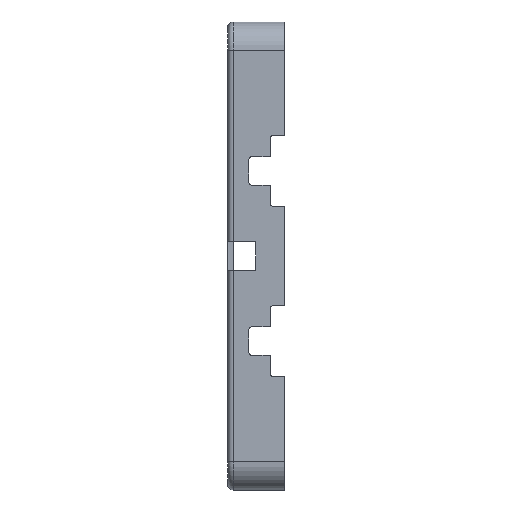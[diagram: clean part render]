
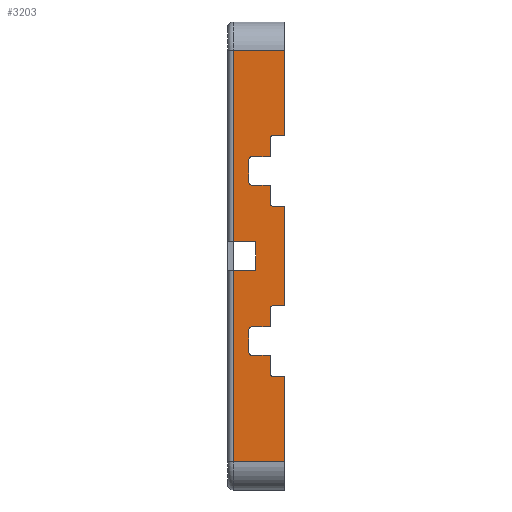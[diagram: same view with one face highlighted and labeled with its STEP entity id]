
A CAD part, left-side view. The second image highlights one B-rep face of the part: STEP entity #3203.
In plain terms, the highlighted planar face has unit normal (-1, 0, 0).
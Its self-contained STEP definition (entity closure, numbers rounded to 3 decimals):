
#25=PLANE('',#3393);
#143=FACE_OUTER_BOUND('',#309,.T.);
#309=EDGE_LOOP('',(#2222,#2223,#2224,#2225,#2226,#2227,#2228,#2229,#2230,
#2231,#2232,#2233,#2234,#2235,#2236,#2237,#2238,#2239,#2240,#2241,#2242,
#2243,#2244,#2245,#2246,#2247,#2248,#2249,#2250,#2251,#2252,#2253));
#476=LINE('',#4606,#852);
#478=LINE('',#4612,#854);
#504=LINE('',#4684,#880);
#508=LINE('',#4702,#884);
#510=LINE('',#4708,#886);
#511=LINE('',#4710,#887);
#512=LINE('',#4714,#888);
#513=LINE('',#4716,#889);
#514=LINE('',#4720,#890);
#515=LINE('',#4724,#891);
#516=LINE('',#4726,#892);
#517=LINE('',#4730,#893);
#518=LINE('',#4732,#894);
#519=LINE('',#4734,#895);
#520=LINE('',#4738,#896);
#521=LINE('',#4740,#897);
#522=LINE('',#4744,#898);
#523=LINE('',#4748,#899);
#524=LINE('',#4750,#900);
#525=LINE('',#4754,#901);
#526=LINE('',#4755,#902);
#527=LINE('',#4757,#903);
#528=LINE('',#4759,#904);
#529=LINE('',#4760,#905);
#852=VECTOR('',#3666,10.);
#854=VECTOR('',#3672,10.);
#880=VECTOR('',#3722,10.);
#884=VECTOR('',#3742,10.);
#886=VECTOR('',#3748,10.);
#887=VECTOR('',#3749,10.);
#888=VECTOR('',#3752,10.);
#889=VECTOR('',#3753,10.);
#890=VECTOR('',#3756,10.);
#891=VECTOR('',#3759,10.);
#892=VECTOR('',#3760,10.);
#893=VECTOR('',#3763,10.);
#894=VECTOR('',#3764,10.);
#895=VECTOR('',#3765,10.);
#896=VECTOR('',#3768,10.);
#897=VECTOR('',#3769,10.);
#898=VECTOR('',#3772,10.);
#899=VECTOR('',#3775,10.);
#900=VECTOR('',#3776,10.);
#901=VECTOR('',#3779,10.);
#902=VECTOR('',#3780,10.);
#903=VECTOR('',#3781,10.);
#904=VECTOR('',#3782,10.);
#905=VECTOR('',#3783,10.);
#1247=CIRCLE('',#3394,0.1);
#1248=CIRCLE('',#3395,0.1);
#1249=CIRCLE('',#3396,0.1);
#1250=CIRCLE('',#3397,0.1);
#1251=CIRCLE('',#3398,0.1);
#1252=CIRCLE('',#3399,0.1);
#1253=CIRCLE('',#3400,0.1);
#1254=CIRCLE('',#3401,0.1);
#1345=VERTEX_POINT('',#4596);
#1347=VERTEX_POINT('',#4602);
#1350=VERTEX_POINT('',#4610);
#1383=VERTEX_POINT('',#4681);
#1384=VERTEX_POINT('',#4683);
#1390=VERTEX_POINT('',#4701);
#1392=VERTEX_POINT('',#4707);
#1393=VERTEX_POINT('',#4709);
#1394=VERTEX_POINT('',#4711);
#1395=VERTEX_POINT('',#4713);
#1396=VERTEX_POINT('',#4715);
#1397=VERTEX_POINT('',#4717);
#1398=VERTEX_POINT('',#4719);
#1399=VERTEX_POINT('',#4721);
#1400=VERTEX_POINT('',#4723);
#1401=VERTEX_POINT('',#4725);
#1402=VERTEX_POINT('',#4727);
#1403=VERTEX_POINT('',#4729);
#1404=VERTEX_POINT('',#4731);
#1405=VERTEX_POINT('',#4733);
#1406=VERTEX_POINT('',#4735);
#1407=VERTEX_POINT('',#4737);
#1408=VERTEX_POINT('',#4739);
#1409=VERTEX_POINT('',#4741);
#1410=VERTEX_POINT('',#4743);
#1411=VERTEX_POINT('',#4745);
#1412=VERTEX_POINT('',#4747);
#1413=VERTEX_POINT('',#4749);
#1414=VERTEX_POINT('',#4751);
#1415=VERTEX_POINT('',#4753);
#1416=VERTEX_POINT('',#4756);
#1417=VERTEX_POINT('',#4758);
#1670=EDGE_CURVE('',#1345,#1347,#476,.T.);
#1673=EDGE_CURVE('',#1350,#1345,#478,.T.);
#1708=EDGE_CURVE('',#1383,#1384,#504,.T.);
#1717=EDGE_CURVE('',#1384,#1390,#508,.T.);
#1720=EDGE_CURVE('',#1392,#1350,#510,.T.);
#1721=EDGE_CURVE('',#1392,#1393,#511,.T.);
#1722=EDGE_CURVE('',#1393,#1394,#1247,.T.);
#1723=EDGE_CURVE('',#1394,#1395,#512,.T.);
#1724=EDGE_CURVE('',#1395,#1396,#513,.T.);
#1725=EDGE_CURVE('',#1396,#1397,#1248,.T.);
#1726=EDGE_CURVE('',#1397,#1398,#514,.T.);
#1727=EDGE_CURVE('',#1398,#1399,#1249,.T.);
#1728=EDGE_CURVE('',#1399,#1400,#515,.T.);
#1729=EDGE_CURVE('',#1400,#1401,#516,.T.);
#1730=EDGE_CURVE('',#1401,#1402,#1250,.T.);
#1731=EDGE_CURVE('',#1402,#1403,#517,.T.);
#1732=EDGE_CURVE('',#1404,#1403,#518,.T.);
#1733=EDGE_CURVE('',#1404,#1405,#519,.T.);
#1734=EDGE_CURVE('',#1405,#1406,#1251,.T.);
#1735=EDGE_CURVE('',#1406,#1407,#520,.T.);
#1736=EDGE_CURVE('',#1407,#1408,#521,.T.);
#1737=EDGE_CURVE('',#1408,#1409,#1252,.T.);
#1738=EDGE_CURVE('',#1409,#1410,#522,.T.);
#1739=EDGE_CURVE('',#1410,#1411,#1253,.T.);
#1740=EDGE_CURVE('',#1411,#1412,#523,.T.);
#1741=EDGE_CURVE('',#1412,#1413,#524,.T.);
#1742=EDGE_CURVE('',#1413,#1414,#1254,.T.);
#1743=EDGE_CURVE('',#1414,#1415,#525,.T.);
#1744=EDGE_CURVE('',#1390,#1415,#526,.T.);
#1745=EDGE_CURVE('',#1383,#1416,#527,.T.);
#1746=EDGE_CURVE('',#1416,#1417,#528,.T.);
#1747=EDGE_CURVE('',#1417,#1347,#529,.T.);
#2222=ORIENTED_EDGE('',*,*,#1670,.F.);
#2223=ORIENTED_EDGE('',*,*,#1673,.F.);
#2224=ORIENTED_EDGE('',*,*,#1720,.F.);
#2225=ORIENTED_EDGE('',*,*,#1721,.T.);
#2226=ORIENTED_EDGE('',*,*,#1722,.T.);
#2227=ORIENTED_EDGE('',*,*,#1723,.T.);
#2228=ORIENTED_EDGE('',*,*,#1724,.T.);
#2229=ORIENTED_EDGE('',*,*,#1725,.T.);
#2230=ORIENTED_EDGE('',*,*,#1726,.T.);
#2231=ORIENTED_EDGE('',*,*,#1727,.T.);
#2232=ORIENTED_EDGE('',*,*,#1728,.T.);
#2233=ORIENTED_EDGE('',*,*,#1729,.T.);
#2234=ORIENTED_EDGE('',*,*,#1730,.T.);
#2235=ORIENTED_EDGE('',*,*,#1731,.T.);
#2236=ORIENTED_EDGE('',*,*,#1732,.F.);
#2237=ORIENTED_EDGE('',*,*,#1733,.T.);
#2238=ORIENTED_EDGE('',*,*,#1734,.T.);
#2239=ORIENTED_EDGE('',*,*,#1735,.T.);
#2240=ORIENTED_EDGE('',*,*,#1736,.T.);
#2241=ORIENTED_EDGE('',*,*,#1737,.T.);
#2242=ORIENTED_EDGE('',*,*,#1738,.T.);
#2243=ORIENTED_EDGE('',*,*,#1739,.T.);
#2244=ORIENTED_EDGE('',*,*,#1740,.T.);
#2245=ORIENTED_EDGE('',*,*,#1741,.T.);
#2246=ORIENTED_EDGE('',*,*,#1742,.T.);
#2247=ORIENTED_EDGE('',*,*,#1743,.T.);
#2248=ORIENTED_EDGE('',*,*,#1744,.F.);
#2249=ORIENTED_EDGE('',*,*,#1717,.F.);
#2250=ORIENTED_EDGE('',*,*,#1708,.F.);
#2251=ORIENTED_EDGE('',*,*,#1745,.T.);
#2252=ORIENTED_EDGE('',*,*,#1746,.T.);
#2253=ORIENTED_EDGE('',*,*,#1747,.T.);
#3203=ADVANCED_FACE('',(#143),#25,.F.);
#3393=AXIS2_PLACEMENT_3D('',#4706,#3746,#3747);
#3394=AXIS2_PLACEMENT_3D('',#4712,#3750,#3751);
#3395=AXIS2_PLACEMENT_3D('',#4718,#3754,#3755);
#3396=AXIS2_PLACEMENT_3D('',#4722,#3757,#3758);
#3397=AXIS2_PLACEMENT_3D('',#4728,#3761,#3762);
#3398=AXIS2_PLACEMENT_3D('',#4736,#3766,#3767);
#3399=AXIS2_PLACEMENT_3D('',#4742,#3770,#3771);
#3400=AXIS2_PLACEMENT_3D('',#4746,#3773,#3774);
#3401=AXIS2_PLACEMENT_3D('',#4752,#3777,#3778);
#3666=DIRECTION('',(0.,0.,1.));
#3672=DIRECTION('',(0.,1.,0.));
#3722=DIRECTION('',(0.,0.,1.));
#3742=DIRECTION('',(0.,-1.,0.));
#3746=DIRECTION('center_axis',(1.,0.,0.));
#3747=DIRECTION('ref_axis',(0.,-1.,0.));
#3748=DIRECTION('',(0.,0.,-1.));
#3749=DIRECTION('',(0.,1.,0.));
#3750=DIRECTION('center_axis',(1.,0.,0.));
#3751=DIRECTION('ref_axis',(0.,1.,0.));
#3752=DIRECTION('',(0.,0.,1.));
#3753=DIRECTION('',(0.,1.,0.));
#3754=DIRECTION('center_axis',(1.,0.,0.));
#3755=DIRECTION('ref_axis',(0.,1.,0.));
#3756=DIRECTION('',(0.,0.,1.));
#3757=DIRECTION('center_axis',(1.,0.,0.));
#3758=DIRECTION('ref_axis',(0.,0.,1.));
#3759=DIRECTION('',(0.,-1.,0.));
#3760=DIRECTION('',(0.,0.,1.));
#3761=DIRECTION('center_axis',(1.,0.,0.));
#3762=DIRECTION('ref_axis',(0.,0.,1.));
#3763=DIRECTION('',(0.,-1.,0.));
#3764=DIRECTION('',(0.,0.,-1.));
#3765=DIRECTION('',(0.,1.,0.));
#3766=DIRECTION('center_axis',(1.,0.,0.));
#3767=DIRECTION('ref_axis',(0.,1.,0.));
#3768=DIRECTION('',(0.,0.,1.));
#3769=DIRECTION('',(0.,1.,0.));
#3770=DIRECTION('center_axis',(1.,0.,0.));
#3771=DIRECTION('ref_axis',(0.,1.,0.));
#3772=DIRECTION('',(0.,0.,1.));
#3773=DIRECTION('center_axis',(1.,0.,0.));
#3774=DIRECTION('ref_axis',(0.,0.,1.));
#3775=DIRECTION('',(0.,-1.,0.));
#3776=DIRECTION('',(0.,0.,1.));
#3777=DIRECTION('center_axis',(1.,0.,0.));
#3778=DIRECTION('ref_axis',(0.,0.,1.));
#3779=DIRECTION('',(0.,-1.,0.));
#3780=DIRECTION('',(0.,0.,-1.));
#3781=DIRECTION('',(0.,-1.,0.));
#3782=DIRECTION('',(0.,0.,-1.));
#3783=DIRECTION('',(0.,1.,0.));
#4596=CARTESIAN_POINT('',(-8.25,1.8,-7.25));
#4602=CARTESIAN_POINT('',(-8.25,1.8,-0.5));
#4606=CARTESIAN_POINT('',(-8.25,1.8,0.));
#4610=CARTESIAN_POINT('',(-8.25,0.,-7.25));
#4612=CARTESIAN_POINT('',(-8.25,1.,-7.25));
#4681=CARTESIAN_POINT('',(-8.25,1.8,0.5));
#4683=CARTESIAN_POINT('',(-8.25,1.8,7.25));
#4684=CARTESIAN_POINT('',(-8.25,1.8,0.));
#4701=CARTESIAN_POINT('',(-8.25,0.,7.25));
#4702=CARTESIAN_POINT('',(-8.25,1.,7.25));
#4706=CARTESIAN_POINT('Origin',(-8.25,1.,0.));
#4707=CARTESIAN_POINT('',(-8.25,0.,-4.25));
#4708=CARTESIAN_POINT('',(-8.25,0.,0.));
#4709=CARTESIAN_POINT('',(-8.25,0.4,-4.25));
#4710=CARTESIAN_POINT('',(-8.25,0.5,-4.25));
#4711=CARTESIAN_POINT('',(-8.25,0.5,-4.15));
#4712=CARTESIAN_POINT('Origin',(-8.25,0.4,-4.15));
#4713=CARTESIAN_POINT('',(-8.25,0.5,-3.5));
#4714=CARTESIAN_POINT('',(-8.25,0.5,-2.075));
#4715=CARTESIAN_POINT('',(-8.25,1.15,-3.5));
#4716=CARTESIAN_POINT('',(-8.25,0.75,-3.5));
#4717=CARTESIAN_POINT('',(-8.25,1.25,-3.4));
#4718=CARTESIAN_POINT('Origin',(-8.25,1.15,-3.4));
#4719=CARTESIAN_POINT('',(-8.25,1.25,-2.6));
#4720=CARTESIAN_POINT('',(-8.25,1.25,-1.7));
#4721=CARTESIAN_POINT('',(-8.25,1.15,-2.5));
#4722=CARTESIAN_POINT('Origin',(-8.25,1.15,-2.6));
#4723=CARTESIAN_POINT('',(-8.25,0.5,-2.5));
#4724=CARTESIAN_POINT('',(-8.25,1.075,-2.5));
#4725=CARTESIAN_POINT('',(-8.25,0.5,-1.85));
#4726=CARTESIAN_POINT('',(-8.25,0.5,-1.25));
#4727=CARTESIAN_POINT('',(-8.25,0.4,-1.75));
#4728=CARTESIAN_POINT('Origin',(-8.25,0.4,-1.85));
#4729=CARTESIAN_POINT('',(-8.25,0.,-1.75));
#4730=CARTESIAN_POINT('',(-8.25,0.7,-1.75));
#4731=CARTESIAN_POINT('',(-8.25,0.,1.75));
#4732=CARTESIAN_POINT('',(-8.25,0.,0.));
#4733=CARTESIAN_POINT('',(-8.25,0.4,1.75));
#4734=CARTESIAN_POINT('',(-8.25,0.5,1.75));
#4735=CARTESIAN_POINT('',(-8.25,0.5,1.85));
#4736=CARTESIAN_POINT('Origin',(-8.25,0.4,1.85));
#4737=CARTESIAN_POINT('',(-8.25,0.5,2.5));
#4738=CARTESIAN_POINT('',(-8.25,0.5,0.925));
#4739=CARTESIAN_POINT('',(-8.25,1.15,2.5));
#4740=CARTESIAN_POINT('',(-8.25,0.75,2.5));
#4741=CARTESIAN_POINT('',(-8.25,1.25,2.6));
#4742=CARTESIAN_POINT('Origin',(-8.25,1.15,2.6));
#4743=CARTESIAN_POINT('',(-8.25,1.25,3.4));
#4744=CARTESIAN_POINT('',(-8.25,1.25,1.3));
#4745=CARTESIAN_POINT('',(-8.25,1.15,3.5));
#4746=CARTESIAN_POINT('Origin',(-8.25,1.15,3.4));
#4747=CARTESIAN_POINT('',(-8.25,0.5,3.5));
#4748=CARTESIAN_POINT('',(-8.25,1.075,3.5));
#4749=CARTESIAN_POINT('',(-8.25,0.5,4.15));
#4750=CARTESIAN_POINT('',(-8.25,0.5,1.75));
#4751=CARTESIAN_POINT('',(-8.25,0.4,4.25));
#4752=CARTESIAN_POINT('Origin',(-8.25,0.4,4.15));
#4753=CARTESIAN_POINT('',(-8.25,0.,4.25));
#4754=CARTESIAN_POINT('',(-8.25,0.7,4.25));
#4755=CARTESIAN_POINT('',(-8.25,0.,0.));
#4756=CARTESIAN_POINT('',(-8.25,1.,0.5));
#4757=CARTESIAN_POINT('',(-8.25,1.5,0.5));
#4758=CARTESIAN_POINT('',(-8.25,1.,-0.5));
#4759=CARTESIAN_POINT('',(-8.25,1.,0.25));
#4760=CARTESIAN_POINT('',(-8.25,1.,-0.5));
